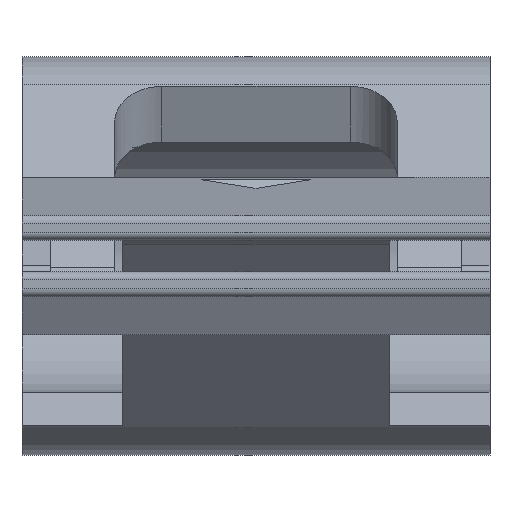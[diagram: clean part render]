
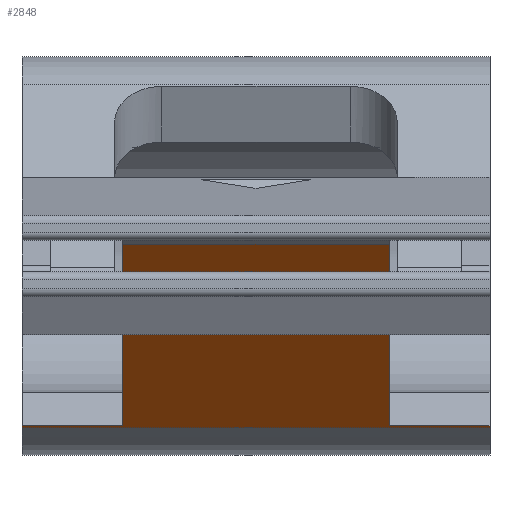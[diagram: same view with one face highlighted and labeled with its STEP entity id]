
A CAD part, front view. The second image highlights one B-rep face of the part: STEP entity #2848.
In plain terms, the highlighted planar face has unit normal (0, -0.707, -0.707).
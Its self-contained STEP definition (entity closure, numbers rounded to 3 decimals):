
#179=LINE('',#4337,#494);
#180=LINE('',#4340,#495);
#181=LINE('',#4342,#496);
#182=LINE('',#4344,#497);
#183=LINE('',#4346,#498);
#184=LINE('',#4348,#499);
#185=LINE('',#4350,#500);
#186=LINE('',#4352,#501);
#494=VECTOR('',#3382,1000.);
#495=VECTOR('',#3383,1000.);
#496=VECTOR('',#3384,1000.);
#497=VECTOR('',#3385,1000.);
#498=VECTOR('',#3386,1000.);
#499=VECTOR('',#3387,1000.);
#500=VECTOR('',#3388,1000.);
#501=VECTOR('',#3389,1000.);
#832=ORIENTED_EDGE('',*,*,#1690,.F.);
#833=ORIENTED_EDGE('',*,*,#1691,.T.);
#834=ORIENTED_EDGE('',*,*,#1692,.F.);
#835=ORIENTED_EDGE('',*,*,#1693,.T.);
#836=ORIENTED_EDGE('',*,*,#1694,.T.);
#837=ORIENTED_EDGE('',*,*,#1695,.T.);
#838=ORIENTED_EDGE('',*,*,#1696,.T.);
#839=ORIENTED_EDGE('',*,*,#1697,.T.);
#1690=EDGE_CURVE('',#2117,#2118,#179,.T.);
#1691=EDGE_CURVE('',#2117,#2119,#180,.T.);
#1692=EDGE_CURVE('',#2120,#2119,#181,.T.);
#1693=EDGE_CURVE('',#2120,#2121,#182,.F.);
#1694=EDGE_CURVE('',#2121,#2122,#183,.T.);
#1695=EDGE_CURVE('',#2122,#2123,#184,.T.);
#1696=EDGE_CURVE('',#2123,#2124,#185,.T.);
#1697=EDGE_CURVE('',#2124,#2118,#186,.F.);
#2117=VERTEX_POINT('',#4338);
#2118=VERTEX_POINT('',#4339);
#2119=VERTEX_POINT('',#4341);
#2120=VERTEX_POINT('',#4343);
#2121=VERTEX_POINT('',#4345);
#2122=VERTEX_POINT('',#4347);
#2123=VERTEX_POINT('',#4349);
#2124=VERTEX_POINT('',#4351);
#2431=EDGE_LOOP('',(#832,#833,#834,#835,#836,#837,#838,#839));
#2594=FACE_BOUND('',#2431,.T.);
#2748=PLANE('',#3026);
#2848=ADVANCED_FACE('',(#2594),#2748,.T.);
#3026=AXIS2_PLACEMENT_3D('',#4336,#3380,#3381);
#3380=DIRECTION('',(0.,-0.707,-0.707));
#3381=DIRECTION('',(0.,0.707,-0.707));
#3382=DIRECTION('',(0.,0.707,-0.707));
#3383=DIRECTION('',(-1.,0.,0.));
#3384=DIRECTION('',(0.,0.707,-0.707));
#3385=DIRECTION('',(1.,0.,0.));
#3386=DIRECTION('',(0.,0.707,-0.707));
#3387=DIRECTION('',(-1.,0.,0.));
#3388=DIRECTION('',(0.,0.707,-0.707));
#3389=DIRECTION('',(-1.,0.,0.));
#4336=CARTESIAN_POINT('',(-5.,-30.798,-4.503));
#4337=CARTESIAN_POINT('',(14.9,-30.798,-4.503));
#4338=CARTESIAN_POINT('',(14.9,-24.517,-10.785));
#4339=CARTESIAN_POINT('',(14.9,-24.396,-10.906));
#4340=CARTESIAN_POINT('',(8.5,-24.517,-10.785));
#4341=CARTESIAN_POINT('',(8.5,-24.517,-10.785));
#4342=CARTESIAN_POINT('',(8.5,-30.798,-4.503));
#4343=CARTESIAN_POINT('',(8.5,-36.059,0.757));
#4344=CARTESIAN_POINT('',(-5.,-36.059,0.757));
#4345=CARTESIAN_POINT('',(-8.5,-36.059,0.757));
#4346=CARTESIAN_POINT('',(-8.5,-30.798,-4.503));
#4347=CARTESIAN_POINT('',(-8.5,-24.517,-10.785));
#4348=CARTESIAN_POINT('',(-17.5,-24.517,-10.785));
#4349=CARTESIAN_POINT('',(-14.9,-24.517,-10.785));
#4350=CARTESIAN_POINT('',(-14.9,-30.798,-4.503));
#4351=CARTESIAN_POINT('',(-14.9,-24.396,-10.906));
#4352=CARTESIAN_POINT('',(-5.,-24.396,-10.906));
